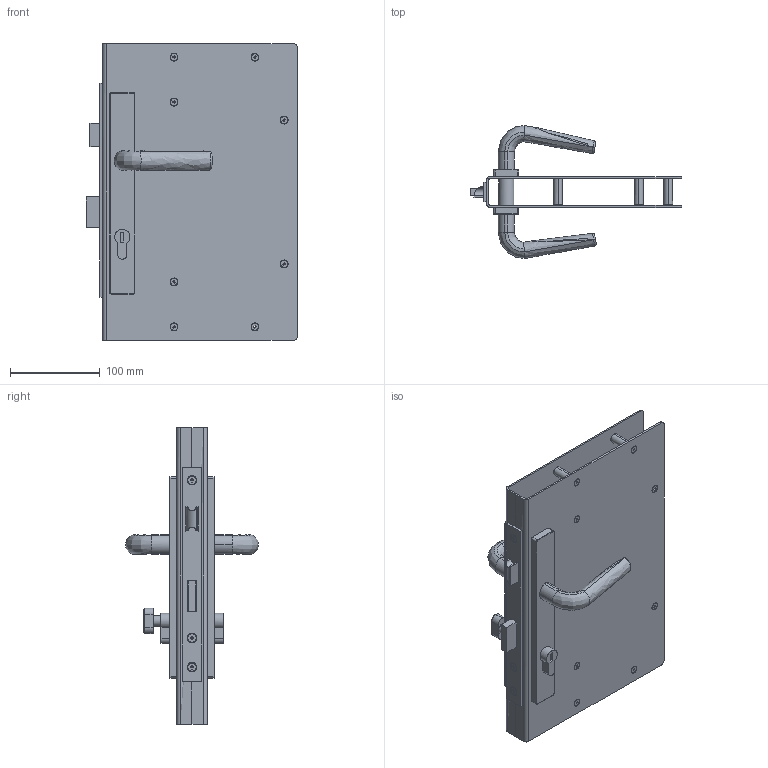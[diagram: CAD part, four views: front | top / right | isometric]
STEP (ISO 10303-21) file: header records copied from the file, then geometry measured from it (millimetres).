
FILE_DESCRIPTION (( 'STEP AP203' ), '1' );
FILE_NAME ('AL-PNDH30.LK Äâåðíîé çàìîê äâóõñòîðîííèé 30-ÿ ñåðèÿ.STEP', '2024-04-04T12:35:38', ( '' ), ( '' ), 'SwSTEP 2.0', 'SolidWorks 2021', '' );
FILE_SCHEMA (( 'CONFIG_CONTROL_DESIGN' ));
Length unit declared in the file: millimetre
Products named in the file (1): AL-PNDH30.LK Äâåðíîé çàìîê äâóõñòîðîííèé 30-ÿ ñåðèÿ
Bounding box: 235 x 147.97 x 330 mm (x, y, z)
Surface area: 359196.4 mm2 (no closed solid volume)
Topology: 0 solids, 32 shells, 434 faces, 1200 edges, 783 vertices
Faces by surface type: plane 233, cylinder 99, cone 74, bspline 18, torus 10
Entity records: 21204 total; most frequent: CARTESIAN_POINT 12713, ORIENTED_EDGE 2087, EDGE_CURVE 1196, B_SPLINE_CURVE_WITH_KNOTS 1178, DIRECTION 834, VERTEX_POINT 783, EDGE_LOOP 517, ADVANCED_FACE 434
